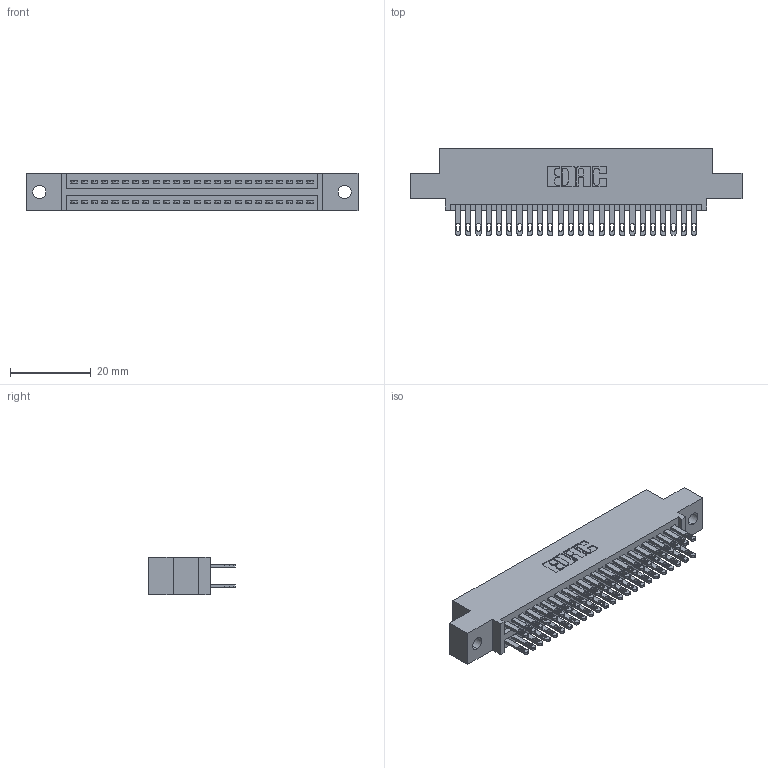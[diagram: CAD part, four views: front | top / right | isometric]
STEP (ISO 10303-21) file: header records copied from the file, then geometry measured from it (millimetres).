
FILE_DESCRIPTION (( 'STEP AP203' ), '1' );
FILE_NAME ('345-048-500-502.STEP', '2019-10-29T03:37:41', ( '' ), ( '' ), 'SwSTEP 2.0', 'SolidWorks 2016', '' );
FILE_SCHEMA (( 'CONFIG_CONTROL_DESIGN' ));
Length unit declared in the file: inch
Products named in the file (3): 345-292-001_345-293-100; 345-048-500-502; 345 Part_0.110 Offset - 0.128 Dia
Assembly tree (49 placements, depth 2):
  345-048-500-502
    345 Part_0.110 Offset - 0.128 Dia
    345-292-001_345-293-100  x48
Bounding box: 82.17 x 21.51 x 9.4 mm (x, y, z)
Volume: 7851.5 mm3; surface area: 11566.9 mm2
Topology: 49 solids, 49 shells, 2338 faces, 7121 edges, 4746 vertices
Faces by surface type: plane 1380, cylinder 958
Entity records: 21319 total; most frequent: CARTESIAN_POINT 3592, ORIENTED_EDGE 3526, DIRECTION 3191, EDGE_CURVE 1763, VECTOR 1531, LINE 1531, VERTEX_POINT 1174, AXIS2_PLACEMENT_3D 830
